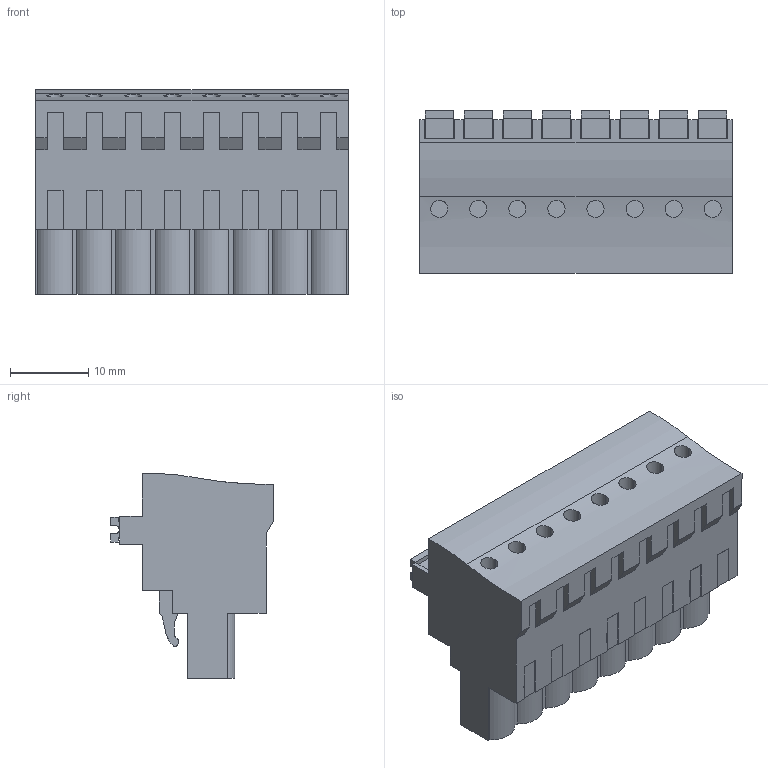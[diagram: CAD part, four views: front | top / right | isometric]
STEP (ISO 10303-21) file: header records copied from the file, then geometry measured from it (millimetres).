
FILE_DESCRIPTION(('CATIA V5 STEP Exchange','CAx-IF Rec.Pracs.--- Model Styling and Organization---1.2---2011-12-15'),'2;1');
FILE_NAME ('D1461065_0_1980230000_1980230000.stp','2017-09-23T15:06:29+00:00',('none'),('Weidmueller'),'CATIA Version 5-6 Release 2014','CATIA V5 STEP AP214','none');
FILE_SCHEMA(('AUTOMOTIVE_DESIGN { 1 0 10303 214 1 1 1 1 }'));
Length unit declared in the file: millimetre
Products named in the file (1): 1980230000
Bounding box: 40 x 20.79 x 26.24 mm (x, y, z)
Volume: 12121.6 mm3; surface area: 5705.4 mm2
Topology: 9 solids, 9 shells, 527 faces, 1502 edges, 1025 vertices
Faces by surface type: plane 423, cylinder 96, extrusion 8
Entity records: 16076 total; most frequent: CARTESIAN_POINT 3196, ORIENTED_EDGE 3004, DIRECTION 2063, EDGE_CURVE 1502, VECTOR 1273, LINE 1265, VERTEX_POINT 1025, EDGE_LOOP 559
